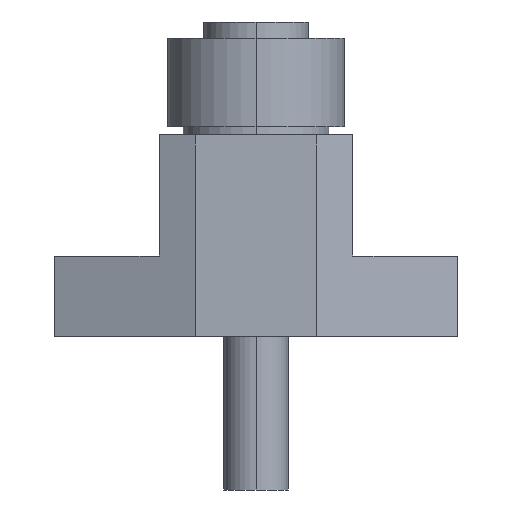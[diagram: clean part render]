
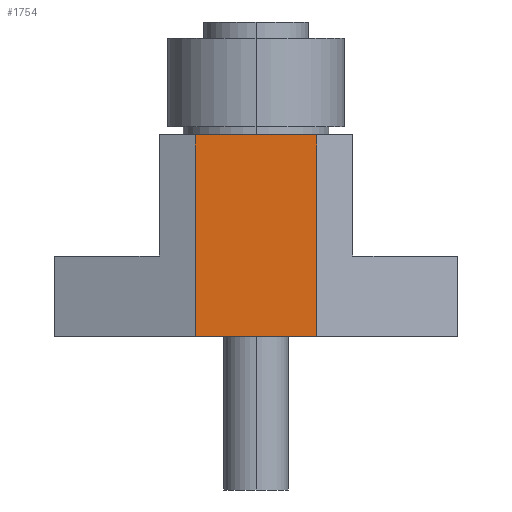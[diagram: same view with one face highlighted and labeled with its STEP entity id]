
A CAD part, left-side view. The second image highlights one B-rep face of the part: STEP entity #1754.
In plain terms, the highlighted face is planar.
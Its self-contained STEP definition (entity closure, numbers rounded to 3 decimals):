
#40 = ORIENTED_EDGE ( 'NONE', *, *, #211, .F. ) ;
#69 = ORIENTED_EDGE ( 'NONE', *, *, #554, .T. ) ;
#122 = FACE_OUTER_BOUND ( 'NONE', #591, .T. ) ;
#183 = LINE ( 'NONE', #1485, #1337 ) ;
#211 = EDGE_CURVE ( 'NONE', #1535, #580, #1111, .T. ) ;
#263 = VECTOR ( 'NONE', #376, 1000. ) ;
#309 = DIRECTION ( 'NONE',  ( 0., 0., -1. ) ) ;
#376 = DIRECTION ( 'NONE',  ( -1., 0., 0. ) ) ;
#401 = DIRECTION ( 'NONE',  ( -1., 0., 0. ) ) ;
#405 = VERTEX_POINT ( 'NONE', #1975 ) ;
#554 = EDGE_CURVE ( 'NONE', #405, #815, #1059, .T. ) ;
#575 = CARTESIAN_POINT ( 'NONE',  ( 7.5, 12., 25. ) ) ;
#580 = VERTEX_POINT ( 'NONE', #1277 ) ;
#591 = EDGE_LOOP ( 'NONE', ( #69, #1648, #40, #849 ) ) ;
#677 = LINE ( 'NONE', #1409, #911 ) ;
#815 = VERTEX_POINT ( 'NONE', #2273 ) ;
#839 = EDGE_CURVE ( 'NONE', #1535, #405, #677, .T. ) ;
#849 = ORIENTED_EDGE ( 'NONE', *, *, #839, .T. ) ;
#911 = VECTOR ( 'NONE', #1944, 1000. ) ;
#1059 = LINE ( 'NONE', #1452, #263 ) ;
#1111 = LINE ( 'NONE', #575, #1580 ) ;
#1174 = CARTESIAN_POINT ( 'NONE',  ( 7.5, 12., 25. ) ) ;
#1261 = DIRECTION ( 'NONE',  ( 0., 0., -1. ) ) ;
#1277 = CARTESIAN_POINT ( 'NONE',  ( -7.5, 12., 25. ) ) ;
#1337 = VECTOR ( 'NONE', #1261, 1000. ) ;
#1390 = CARTESIAN_POINT ( 'NONE',  ( 7.5, 12., 10. ) ) ;
#1409 = CARTESIAN_POINT ( 'NONE',  ( 7.5, 12., 10. ) ) ;
#1452 = CARTESIAN_POINT ( 'NONE',  ( 7.5, 12., 0. ) ) ;
#1485 = CARTESIAN_POINT ( 'NONE',  ( -7.5, 12., 10. ) ) ;
#1535 = VERTEX_POINT ( 'NONE', #1174 ) ;
#1580 = VECTOR ( 'NONE', #401, 1000. ) ;
#1648 = ORIENTED_EDGE ( 'NONE', *, *, #2289, .F. ) ;
#1754 = ADVANCED_FACE ( 'NONE', ( #122 ), #2094, .F. ) ;
#1791 = AXIS2_PLACEMENT_3D ( 'NONE', #1390, #1920, #309 ) ;
#1920 = DIRECTION ( 'NONE',  ( 0., -1., 0. ) ) ;
#1944 = DIRECTION ( 'NONE',  ( 0., 0., -1. ) ) ;
#1975 = CARTESIAN_POINT ( 'NONE',  ( 7.5, 12., 0. ) ) ;
#2094 = PLANE ( 'NONE',  #1791 ) ;
#2273 = CARTESIAN_POINT ( 'NONE',  ( -7.5, 12., 0. ) ) ;
#2289 = EDGE_CURVE ( 'NONE', #580, #815, #183, .T. ) ;
